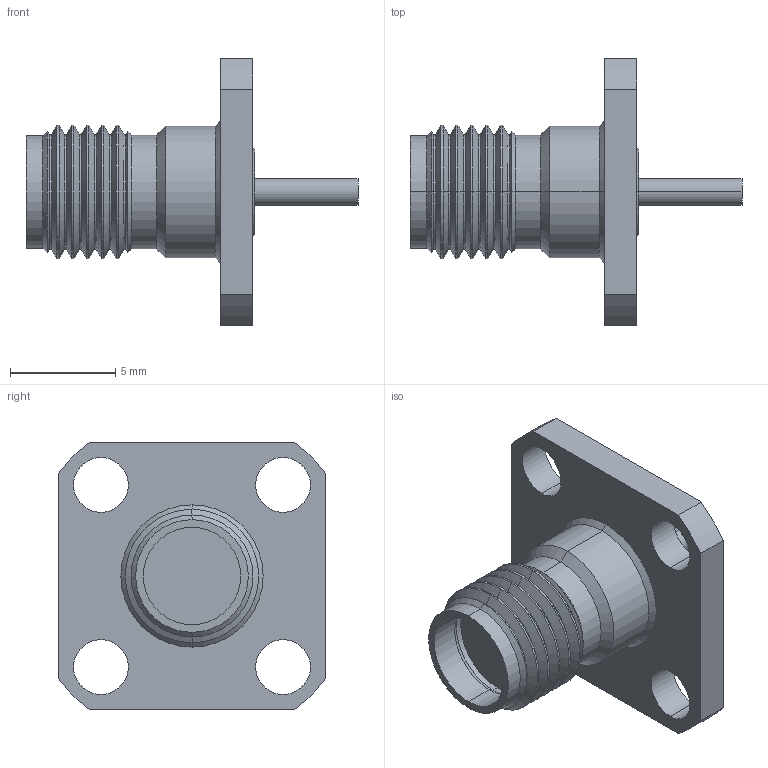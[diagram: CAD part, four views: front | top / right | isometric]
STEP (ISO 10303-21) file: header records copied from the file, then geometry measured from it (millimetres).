
FILE_DESCRIPTION (( 'STEP AP214' ), '1' );
FILE_NAME ('RS02840000.STEP', '2025-07-14T10:40:16', ( '' ), ( '' ), 'SwSTEP 2.0', 'SolidWorks 2025', '' );
FILE_SCHEMA (( 'AUTOMOTIVE_DESIGN' ));
Length unit declared in the file: millimetre
Products named in the file (1): RS02840000
Bounding box: 15.76 x 12.7 x 12.7 mm (x, y, z)
Volume: 430.8 mm3; surface area: 739.3 mm2
Topology: 1 solids, 2 shells, 105 faces, 222 edges, 124 vertices
Faces by surface type: cylinder 52, cone 42, plane 11
Entity records: 2817 total; most frequent: DIRECTION 550, CARTESIAN_POINT 452, ORIENTED_EDGE 444, AXIS2_PLACEMENT_3D 222, EDGE_CURVE 222, VERTEX_POINT 124, EDGE_LOOP 118, CIRCLE 116
